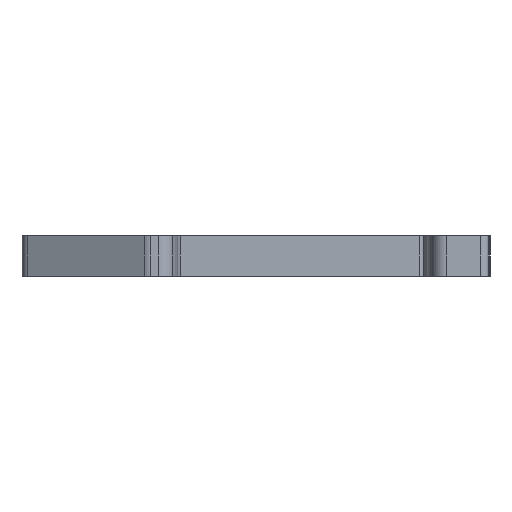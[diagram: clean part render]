
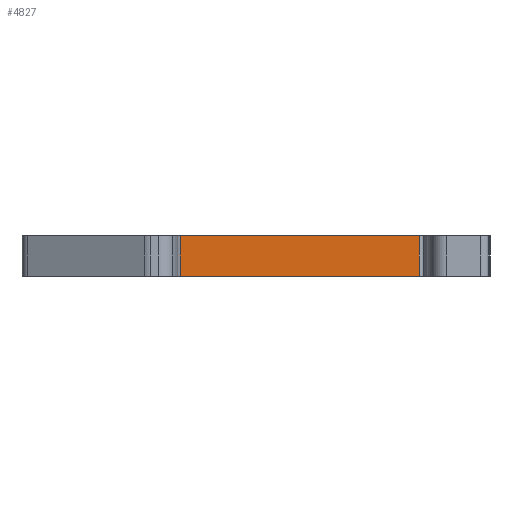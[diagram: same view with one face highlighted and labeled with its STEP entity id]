
A CAD part, front view. The second image highlights one B-rep face of the part: STEP entity #4827.
In plain terms, the highlighted planar face has unit normal (0, -1, 0).
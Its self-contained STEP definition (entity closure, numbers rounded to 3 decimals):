
#488=DIRECTION('',(1.,0.,0.));
#489=VECTOR('',#488,30.895);
#490=CARTESIAN_POINT('',(-15.448,0.,0.));
#491=LINE('',#490,#489);
#854=DIRECTION('',(-1.,0.,0.));
#855=VECTOR('',#854,30.895);
#856=CARTESIAN_POINT('',(15.448,0.,5.2));
#857=LINE('',#856,#855);
#1659=DIRECTION('',(0.,0.,-1.));
#1660=VECTOR('',#1659,5.2);
#1661=CARTESIAN_POINT('',(-15.448,0.,5.2));
#1662=LINE('',#1661,#1660);
#2503=DIRECTION('',(0.,0.,1.));
#2504=VECTOR('',#2503,5.2);
#2505=CARTESIAN_POINT('',(15.448,0.,0.));
#2506=LINE('',#2505,#2504);
#3084=CARTESIAN_POINT('',(-15.448,0.,0.));
#3085=VERTEX_POINT('',#3084);
#3086=CARTESIAN_POINT('',(15.448,0.,0.));
#3087=VERTEX_POINT('',#3086);
#3331=CARTESIAN_POINT('',(15.448,0.,5.2));
#3332=CARTESIAN_POINT('',(-15.448,0.,5.2));
#3333=VERTEX_POINT('',#3331);
#3334=VERTEX_POINT('',#3332);
#4814=CARTESIAN_POINT('',(0.,0.,0.));
#4815=DIRECTION('',(0.,-1.,0.));
#4816=DIRECTION('',(1.,0.,0.));
#4817=AXIS2_PLACEMENT_3D('',#4814,#4815,#4816);
#4818=PLANE('',#4817);
#4819=ORIENTED_EDGE('',*,*,#4116,.F.);
#4821=ORIENTED_EDGE('',*,*,#4820,.F.);
#4822=ORIENTED_EDGE('',*,*,#4462,.F.);
#4824=ORIENTED_EDGE('',*,*,#4823,.F.);
#4825=EDGE_LOOP('',(#4819,#4821,#4822,#4824));
#4826=FACE_OUTER_BOUND('',#4825,.F.);
#4116=EDGE_CURVE('',#3085,#3087,#491,.T.);
#4462=EDGE_CURVE('',#3333,#3334,#857,.T.);
#4820=EDGE_CURVE('',#3334,#3085,#1662,.T.);
#4823=EDGE_CURVE('',#3087,#3333,#2506,.T.);
#4827=ADVANCED_FACE('',(#4826),#4818,.T.);
